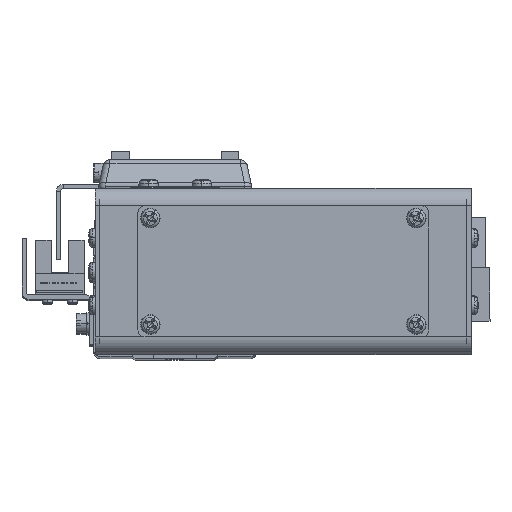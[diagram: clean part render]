
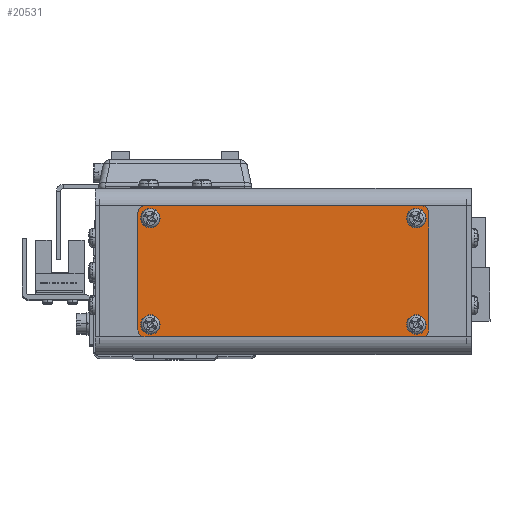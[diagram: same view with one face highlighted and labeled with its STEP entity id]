
A CAD part, top view. The second image highlights one B-rep face of the part: STEP entity #20531.
In plain terms, the highlighted face is planar.
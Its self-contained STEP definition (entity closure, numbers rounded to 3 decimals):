
#265 = CIRCLE ( 'NONE', #71439, 1.7 ) ;
#1485 = LINE ( 'NONE', #19827, #60259 ) ;
#1556 = EDGE_CURVE ( 'NONE', #33417, #5720, #20429, .T. ) ;
#1609 = ORIENTED_EDGE ( 'NONE', *, *, #5550, .F. ) ;
#1612 = ORIENTED_EDGE ( 'NONE', *, *, #57600, .T. ) ;
#2088 = AXIS2_PLACEMENT_3D ( 'NONE', #13114, #24541, #64370 ) ;
#2100 = ORIENTED_EDGE ( 'NONE', *, *, #17412, .F. ) ;
#2694 = DIRECTION ( 'NONE',  ( 1., 0., 0. ) ) ;
#4124 = ORIENTED_EDGE ( 'NONE', *, *, #9910, .T. ) ;
#4827 = VECTOR ( 'NONE', #41011, 1000. ) ;
#5352 = VERTEX_POINT ( 'NONE', #68645 ) ;
#5550 = EDGE_CURVE ( 'NONE', #37057, #22106, #1485, .T. ) ;
#5720 = VERTEX_POINT ( 'NONE', #48739 ) ;
#5756 = CARTESIAN_POINT ( 'NONE',  ( 39., 2., 0. ) ) ;
#6583 = EDGE_CURVE ( 'NONE', #30422, #47004, #44123, .T. ) ;
#6691 = CIRCLE ( 'NONE', #36313, 2. ) ;
#7470 = FACE_OUTER_BOUND ( 'NONE', #8182, .T. ) ;
#7560 = CIRCLE ( 'NONE', #46352, 1.7 ) ;
#8180 = ORIENTED_EDGE ( 'NONE', *, *, #22774, .T. ) ;
#8182 = EDGE_LOOP ( 'NONE', ( #34130, #2100, #61234, #65444, #44936, #1609, #41647, #24936 ) ) ;
#8426 = DIRECTION ( 'NONE',  ( 0., 0., 1. ) ) ;
#9398 = CARTESIAN_POINT ( 'NONE',  ( -37.5, 33.5, 0. ) ) ;
#9910 = EDGE_CURVE ( 'NONE', #19669, #34956, #43085, .T. ) ;
#11024 = CARTESIAN_POINT ( 'NONE',  ( 39.2, 3.5, 0. ) ) ;
#11097 = CARTESIAN_POINT ( 'NONE',  ( -39., 0., 0. ) ) ;
#11520 = DIRECTION ( 'NONE',  ( 1., 0., 0. ) ) ;
#12520 = CARTESIAN_POINT ( 'NONE',  ( -41., 35., 0. ) ) ;
#13114 = CARTESIAN_POINT ( 'NONE',  ( 39., 35., 0. ) ) ;
#13538 = CIRCLE ( 'NONE', #52120, 1.7 ) ;
#13748 = EDGE_CURVE ( 'NONE', #53801, #29603, #265, .T. ) ;
#14587 = DIRECTION ( 'NONE',  ( 0., 0., 1. ) ) ;
#15135 = DIRECTION ( 'NONE',  ( 1., 0., 0. ) ) ;
#15577 = VECTOR ( 'NONE', #2694, 1000. ) ;
#15980 = LINE ( 'NONE', #37041, #46200 ) ;
#16255 = DIRECTION ( 'NONE',  ( 0., 0., 1. ) ) ;
#16930 = CARTESIAN_POINT ( 'NONE',  ( -41., 2., 0. ) ) ;
#17275 = CIRCLE ( 'NONE', #46233, 2. ) ;
#17412 = EDGE_CURVE ( 'NONE', #47004, #17968, #15980, .T. ) ;
#17536 = DIRECTION ( 'NONE',  ( 0., 0., 1. ) ) ;
#17731 = CARTESIAN_POINT ( 'NONE',  ( -39.2, 3.5, 0. ) ) ;
#17968 = VERTEX_POINT ( 'NONE', #52112 ) ;
#18835 = DIRECTION ( 'NONE',  ( 0., 0., 1. ) ) ;
#19669 = VERTEX_POINT ( 'NONE', #19749 ) ;
#19749 = CARTESIAN_POINT ( 'NONE',  ( -35.8, 3.5, 0. ) ) ;
#19827 = CARTESIAN_POINT ( 'NONE',  ( -41., 35., 0. ) ) ;
#20239 = CIRCLE ( 'NONE', #53882, 1.7 ) ;
#20429 = CIRCLE ( 'NONE', #30379, 1.7 ) ;
#20531 = ADVANCED_FACE ( 'NONE', ( #35922, #37732, #7470, #51097, #20812 ), #29967, .F. ) ;
#20812 = FACE_BOUND ( 'NONE', #43088, .T. ) ;
#20960 = CIRCLE ( 'NONE', #55648, 1.7 ) ;
#22106 = VERTEX_POINT ( 'NONE', #16930 ) ;
#22737 = VERTEX_POINT ( 'NONE', #54405 ) ;
#22774 = EDGE_CURVE ( 'NONE', #34859, #22737, #53546, .T. ) ;
#23988 = CARTESIAN_POINT ( 'NONE',  ( -39., 35., 0. ) ) ;
#24285 = VERTEX_POINT ( 'NONE', #31080 ) ;
#24331 = DIRECTION ( 'NONE',  ( 0., 0., 1. ) ) ;
#24541 = DIRECTION ( 'NONE',  ( 0., 0., 1. ) ) ;
#24936 = ORIENTED_EDGE ( 'NONE', *, *, #27322, .F. ) ;
#26248 = CARTESIAN_POINT ( 'NONE',  ( 37.5, 33.5, 0. ) ) ;
#27322 = EDGE_CURVE ( 'NONE', #5352, #24285, #52024, .T. ) ;
#27784 = EDGE_CURVE ( 'NONE', #22106, #55098, #17275, .T. ) ;
#29603 = VERTEX_POINT ( 'NONE', #71887 ) ;
#29616 = AXIS2_PLACEMENT_3D ( 'NONE', #5756, #45585, #11520 ) ;
#29651 = DIRECTION ( 'NONE',  ( 1., 0., 0. ) ) ;
#29967 = PLANE ( 'NONE',  #2088 ) ;
#30379 = AXIS2_PLACEMENT_3D ( 'NONE', #9398, #49230, #15135 ) ;
#30422 = VERTEX_POINT ( 'NONE', #63754 ) ;
#30618 = LINE ( 'NONE', #48262, #15577 ) ;
#30803 = EDGE_LOOP ( 'NONE', ( #52744, #4124 ) ) ;
#31080 = CARTESIAN_POINT ( 'NONE',  ( -39., 37., 0. ) ) ;
#31353 = DIRECTION ( 'NONE',  ( 0., 0., 1. ) ) ;
#31949 = DIRECTION ( 'NONE',  ( 1., 0., 0. ) ) ;
#32056 = EDGE_CURVE ( 'NONE', #5720, #33417, #13538, .T. ) ;
#32235 = DIRECTION ( 'NONE',  ( 0., 0., 1. ) ) ;
#33417 = VERTEX_POINT ( 'NONE', #62486 ) ;
#34130 = ORIENTED_EDGE ( 'NONE', *, *, #50106, .F. ) ;
#34859 = VERTEX_POINT ( 'NONE', #44857 ) ;
#34956 = VERTEX_POINT ( 'NONE', #17731 ) ;
#35024 = ORIENTED_EDGE ( 'NONE', *, *, #1556, .T. ) ;
#35550 = AXIS2_PLACEMENT_3D ( 'NONE', #26248, #66111, #31949 ) ;
#35922 = FACE_BOUND ( 'NONE', #62542, .T. ) ;
#36313 = AXIS2_PLACEMENT_3D ( 'NONE', #23988, #63823, #29651 ) ;
#37041 = CARTESIAN_POINT ( 'NONE',  ( 41., 2., 0. ) ) ;
#37057 = VERTEX_POINT ( 'NONE', #12520 ) ;
#37732 = FACE_BOUND ( 'NONE', #30803, .T. ) ;
#38137 = EDGE_CURVE ( 'NONE', #34956, #19669, #20960, .T. ) ;
#41011 = DIRECTION ( 'NONE',  ( -1., 0., 0. ) ) ;
#41647 = ORIENTED_EDGE ( 'NONE', *, *, #57234, .F. ) ;
#42504 = CARTESIAN_POINT ( 'NONE',  ( -37.5, 33.5, 0. ) ) ;
#42515 = EDGE_CURVE ( 'NONE', #22737, #34859, #20239, .T. ) ;
#43085 = CIRCLE ( 'NONE', #71782, 1.7 ) ;
#43088 = EDGE_LOOP ( 'NONE', ( #8180, #44688 ) ) ;
#44123 = CIRCLE ( 'NONE', #29616, 2. ) ;
#44688 = ORIENTED_EDGE ( 'NONE', *, *, #42515, .T. ) ;
#44857 = CARTESIAN_POINT ( 'NONE',  ( 35.8, 33.5, 0. ) ) ;
#44936 = ORIENTED_EDGE ( 'NONE', *, *, #27784, .F. ) ;
#45585 = DIRECTION ( 'NONE',  ( 0., 0., 1. ) ) ;
#46200 = VECTOR ( 'NONE', #65445, 1000. ) ;
#46233 = AXIS2_PLACEMENT_3D ( 'NONE', #51611, #17536, #57340 ) ;
#46352 = AXIS2_PLACEMENT_3D ( 'NONE', #50348, #16255, #56056 ) ;
#47004 = VERTEX_POINT ( 'NONE', #71833 ) ;
#48252 = DIRECTION ( 'NONE',  ( 1., 0., 0. ) ) ;
#48262 = CARTESIAN_POINT ( 'NONE',  ( -39., 0., 0. ) ) ;
#48284 = EDGE_LOOP ( 'NONE', ( #1612, #55491 ) ) ;
#48700 = CARTESIAN_POINT ( 'NONE',  ( 37.5, 3.5, 0. ) ) ;
#48739 = CARTESIAN_POINT ( 'NONE',  ( -35.8, 33.5, 0. ) ) ;
#49230 = DIRECTION ( 'NONE',  ( 0., 0., 1. ) ) ;
#50106 = EDGE_CURVE ( 'NONE', #17968, #5352, #55161, .T. ) ;
#50348 = CARTESIAN_POINT ( 'NONE',  ( 37.5, 3.5, 0. ) ) ;
#51097 = FACE_BOUND ( 'NONE', #48284, .T. ) ;
#51611 = CARTESIAN_POINT ( 'NONE',  ( -39., 2., 0. ) ) ;
#52024 = LINE ( 'NONE', #63642, #4827 ) ;
#52112 = CARTESIAN_POINT ( 'NONE',  ( 41., 35., 0. ) ) ;
#52120 = AXIS2_PLACEMENT_3D ( 'NONE', #42504, #8426, #48252 ) ;
#52744 = ORIENTED_EDGE ( 'NONE', *, *, #38137, .T. ) ;
#52896 = CARTESIAN_POINT ( 'NONE',  ( -37.5, 3.5, 0. ) ) ;
#53546 = CIRCLE ( 'NONE', #35550, 1.7 ) ;
#53801 = VERTEX_POINT ( 'NONE', #11024 ) ;
#53882 = AXIS2_PLACEMENT_3D ( 'NONE', #66392, #32235, #72147 ) ;
#54401 = DIRECTION ( 'NONE',  ( 1., 0., 0. ) ) ;
#54405 = CARTESIAN_POINT ( 'NONE',  ( 39.2, 33.5, 0. ) ) ;
#55098 = VERTEX_POINT ( 'NONE', #11097 ) ;
#55161 = CIRCLE ( 'NONE', #68511, 2. ) ;
#55491 = ORIENTED_EDGE ( 'NONE', *, *, #13748, .T. ) ;
#55648 = AXIS2_PLACEMENT_3D ( 'NONE', #52896, #18835, #58615 ) ;
#56056 = DIRECTION ( 'NONE',  ( 1., 0., 0. ) ) ;
#57234 = EDGE_CURVE ( 'NONE', #24285, #37057, #6691, .T. ) ;
#57340 = DIRECTION ( 'NONE',  ( 1., 0., 0. ) ) ;
#57600 = EDGE_CURVE ( 'NONE', #29603, #53801, #7560, .T. ) ;
#58430 = CARTESIAN_POINT ( 'NONE',  ( -37.5, 3.5, 0. ) ) ;
#58615 = DIRECTION ( 'NONE',  ( 1., 0., 0. ) ) ;
#60259 = VECTOR ( 'NONE', #71112, 1000. ) ;
#61234 = ORIENTED_EDGE ( 'NONE', *, *, #6583, .F. ) ;
#62435 = ORIENTED_EDGE ( 'NONE', *, *, #32056, .T. ) ;
#62486 = CARTESIAN_POINT ( 'NONE',  ( -39.2, 33.5, 0. ) ) ;
#62542 = EDGE_LOOP ( 'NONE', ( #35024, #62435 ) ) ;
#63642 = CARTESIAN_POINT ( 'NONE',  ( 39., 37., 0. ) ) ;
#63754 = CARTESIAN_POINT ( 'NONE',  ( 39., 0., 0. ) ) ;
#63823 = DIRECTION ( 'NONE',  ( 0., 0., 1. ) ) ;
#64165 = DIRECTION ( 'NONE',  ( 1., 0., 0. ) ) ;
#64370 = DIRECTION ( 'NONE',  ( 1., 0., 0. ) ) ;
#65444 = ORIENTED_EDGE ( 'NONE', *, *, #68115, .F. ) ;
#65445 = DIRECTION ( 'NONE',  ( 0., 1., 0. ) ) ;
#65519 = CARTESIAN_POINT ( 'NONE',  ( 39., 35., 0. ) ) ;
#66111 = DIRECTION ( 'NONE',  ( 0., 0., 1. ) ) ;
#66392 = CARTESIAN_POINT ( 'NONE',  ( 37.5, 33.5, 0. ) ) ;
#68115 = EDGE_CURVE ( 'NONE', #55098, #30422, #30618, .T. ) ;
#68511 = AXIS2_PLACEMENT_3D ( 'NONE', #65519, #31353, #71261 ) ;
#68645 = CARTESIAN_POINT ( 'NONE',  ( 39., 37., 0. ) ) ;
#71112 = DIRECTION ( 'NONE',  ( 0., -1., 0. ) ) ;
#71261 = DIRECTION ( 'NONE',  ( 1., 0., 0. ) ) ;
#71439 = AXIS2_PLACEMENT_3D ( 'NONE', #48700, #14587, #54401 ) ;
#71782 = AXIS2_PLACEMENT_3D ( 'NONE', #58430, #24331, #64165 ) ;
#71833 = CARTESIAN_POINT ( 'NONE',  ( 41., 2., 0. ) ) ;
#71887 = CARTESIAN_POINT ( 'NONE',  ( 35.8, 3.5, 0. ) ) ;
#72147 = DIRECTION ( 'NONE',  ( 1., 0., 0. ) ) ;
